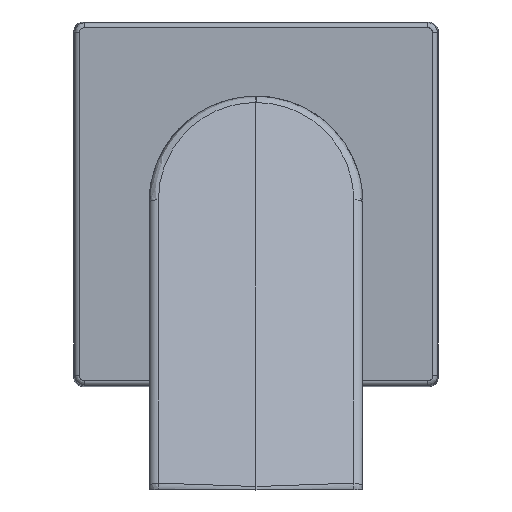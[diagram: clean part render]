
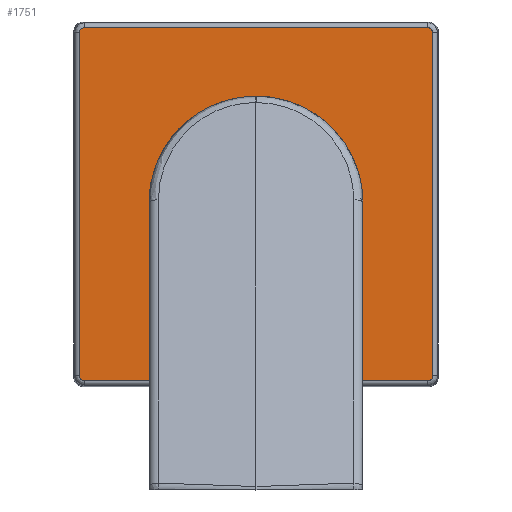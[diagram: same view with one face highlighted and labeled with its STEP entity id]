
A CAD part, top view. The second image highlights one B-rep face of the part: STEP entity #1751.
In plain terms, the highlighted planar face has unit normal (0, 0, 1).
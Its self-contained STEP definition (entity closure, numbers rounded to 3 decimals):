
#6 = CARTESIAN_POINT ( 'NONE',  ( 0., 22., 12. ) ) ;
#105 = EDGE_CURVE ( 'NONE', #2846, #2226, #2314, .T. ) ;
#126 = CARTESIAN_POINT ( 'NONE',  ( -35.308, -36.308, 12. ) ) ;
#169 = EDGE_LOOP ( 'NONE', ( #315, #319 ) ) ;
#225 = ORIENTED_EDGE ( 'NONE', *, *, #2264, .T. ) ;
#229 = ORIENTED_EDGE ( 'NONE', *, *, #999, .T. ) ;
#232 = EDGE_LOOP ( 'NONE', ( #229, #225, #238, #258, #266, #269, #273, #308 ) ) ;
#234 = CARTESIAN_POINT ( 'NONE',  ( 0., -22., 12. ) ) ;
#238 = ORIENTED_EDGE ( 'NONE', *, *, #3090, .T. ) ;
#258 = ORIENTED_EDGE ( 'NONE', *, *, #2356, .T. ) ;
#266 = ORIENTED_EDGE ( 'NONE', *, *, #1946, .T. ) ;
#269 = ORIENTED_EDGE ( 'NONE', *, *, #1530, .T. ) ;
#273 = ORIENTED_EDGE ( 'NONE', *, *, #105, .T. ) ;
#308 = ORIENTED_EDGE ( 'NONE', *, *, #1486, .T. ) ;
#315 = ORIENTED_EDGE ( 'NONE', *, *, #377, .T. ) ;
#319 = ORIENTED_EDGE ( 'NONE', *, *, #2753, .T. ) ;
#374 = VERTEX_POINT ( 'NONE', #3291 ) ;
#377 = EDGE_CURVE ( 'NONE', #3146, #374, #546, .T. ) ;
#466 = CARTESIAN_POINT ( 'NONE',  ( 0., 0., 12. ) ) ;
#546 = B_SPLINE_CURVE_WITH_KNOTS ( 'NONE', 8,
 ( #234, #3274, #3267, #3266, #3260, #3249, #3246, #3242, #3234 ),
 .UNSPECIFIED., .F., .F.,
 ( 9, 9 ),
 ( 0., 0.069 ),
 .UNSPECIFIED. ) ;
#616 = CARTESIAN_POINT ( 'NONE',  ( 23.887, 10.373, 12. ) ) ;
#713 = CARTESIAN_POINT ( 'NONE',  ( 36.308, -35.308, 12. ) ) ;
#739 = CARTESIAN_POINT ( 'NONE',  ( -36.308, -35.308, 12. ) ) ;
#749 = VERTEX_POINT ( 'NONE', #2818 ) ;
#850 = AXIS2_PLACEMENT_3D ( 'NONE', #466, #3179, #1697 ) ;
#857 = CARTESIAN_POINT ( 'NONE',  ( 35.308, 36.308, 12. ) ) ;
#902 = VERTEX_POINT ( 'NONE', #2985 ) ;
#924 = CARTESIAN_POINT ( 'NONE',  ( 23.887, -10.373, 12. ) ) ;
#999 = EDGE_CURVE ( 'NONE', #1283, #1556, #2377, .T. ) ;
#1085 = LINE ( 'NONE', #2225, #1088 ) ;
#1088 = VECTOR ( 'NONE', #3162, 1000. ) ;
#1164 = CARTESIAN_POINT ( 'NONE',  ( -35.894, 36.308, 12. ) ) ;
#1178 = VECTOR ( 'NONE', #1381, 1000. ) ;
#1241 = CARTESIAN_POINT ( 'NONE',  ( 8.639, -22., 12. ) ) ;
#1281 = LINE ( 'NONE', #1388, #1178 ) ;
#1283 = VERTEX_POINT ( 'NONE', #1931 ) ;
#1381 = DIRECTION ( 'NONE',  ( 0., -1., 0. ) ) ;
#1388 = CARTESIAN_POINT ( 'NONE',  ( -36.308, 0., 12. ) ) ;
#1401 = DIRECTION ( 'NONE',  ( 1., 0., 0. ) ) ;
#1468 = CARTESIAN_POINT ( 'NONE',  ( -36.308, 35.308, 12. ) ) ;
#1486 = EDGE_CURVE ( 'NONE', #2226, #1283, #2332, .T. ) ;
#1510 = CARTESIAN_POINT ( 'NONE',  ( 0., -36.308, 12. ) ) ;
#1522 = CARTESIAN_POINT ( 'NONE',  ( 8.639, 22., 12. ) ) ;
#1530 = EDGE_CURVE ( 'NONE', #902, #2846, #1281, .T. ) ;
#1556 = VERTEX_POINT ( 'NONE', #713 ) ;
#1697 = DIRECTION ( 'NONE',  ( 0., 1., 0. ) ) ;
#1751 = ADVANCED_FACE ( 'NONE', ( #2064, #3174 ), #3158, .T. ) ;
#1772 = CARTESIAN_POINT ( 'NONE',  ( 36.308, 35.894, 12. ) ) ;
#1803 = LINE ( 'NONE', #2237, #1841 ) ;
#1821 = CARTESIAN_POINT ( 'NONE',  ( -36.308, -35.308, 12. ) ) ;
#1841 = VECTOR ( 'NONE', #2515, 1000. ) ;
#1891 = CARTESIAN_POINT ( 'NONE',  ( -36.308, -35.894, 12. ) ) ;
#1928 = CARTESIAN_POINT ( 'NONE',  ( -35.308, -36.308, 12. ) ) ;
#1931 = CARTESIAN_POINT ( 'NONE',  ( 35.308, -36.308, 12. ) ) ;
#1946 = EDGE_CURVE ( 'NONE', #2830, #902, #2534, .T. ) ;
#1951 = CARTESIAN_POINT ( 'NONE',  ( -35.894, -36.308, 12. ) ) ;
#2064 = FACE_OUTER_BOUND ( 'NONE', #232, .T. ) ;
#2225 = CARTESIAN_POINT ( 'NONE',  ( 36.308, 0., 12. ) ) ;
#2226 = VERTEX_POINT ( 'NONE', #126 ) ;
#2237 = CARTESIAN_POINT ( 'NONE',  ( 0., 36.308, 12. ) ) ;
#2264 = EDGE_CURVE ( 'NONE', #1556, #2427, #1085, .T. ) ;
#2314 =( BOUNDED_CURVE ( )  B_SPLINE_CURVE ( 3, ( #1821, #1891, #1951, #1928 ),
 .UNSPECIFIED., .F., .F. ) 
 B_SPLINE_CURVE_WITH_KNOTS ( ( 4, 4 ),
 ( 2.356, 3.927 ),
 .UNSPECIFIED. ) 
 CURVE ( )  GEOMETRIC_REPRESENTATION_ITEM ( )  RATIONAL_B_SPLINE_CURVE ( ( 1., 0.805, 0.805, 1. ) ) 
 REPRESENTATION_ITEM ( '' )  );
#2332 = LINE ( 'NONE', #1510, #2866 ) ;
#2356 = EDGE_CURVE ( 'NONE', #749, #2830, #1803, .T. ) ;
#2368 = CARTESIAN_POINT ( 'NONE',  ( 17.279, 18.121, 12. ) ) ;
#2377 =( BOUNDED_CURVE ( )  B_SPLINE_CURVE ( 3, ( #2730, #2748, #2806, #2727 ),
 .UNSPECIFIED., .F., .T. ) 
 B_SPLINE_CURVE_WITH_KNOTS ( ( 4, 4 ),
 ( 2.356, 3.927 ),
 .UNSPECIFIED. ) 
 CURVE ( )  GEOMETRIC_REPRESENTATION_ITEM ( )  RATIONAL_B_SPLINE_CURVE ( ( 1., 0.805, 0.805, 1. ) ) 
 REPRESENTATION_ITEM ( '' )  );
#2399 = CARTESIAN_POINT ( 'NONE',  ( -35.308, 36.308, 12. ) ) ;
#2427 = VERTEX_POINT ( 'NONE', #3194 ) ;
#2515 = DIRECTION ( 'NONE',  ( -1., 0., 0. ) ) ;
#2534 =( BOUNDED_CURVE ( )  B_SPLINE_CURVE ( 3, ( #2573, #1164, #3032, #1468 ),
 .UNSPECIFIED., .F., .T. ) 
 B_SPLINE_CURVE_WITH_KNOTS ( ( 4, 4 ),
 ( 2.356, 3.927 ),
 .UNSPECIFIED. ) 
 CURVE ( )  GEOMETRIC_REPRESENTATION_ITEM ( )  RATIONAL_B_SPLINE_CURVE ( ( 1., 0.805, 0.805, 1. ) ) 
 REPRESENTATION_ITEM ( '' )  );
#2573 = CARTESIAN_POINT ( 'NONE',  ( -35.308, 36.308, 12. ) ) ;
#2576 = CARTESIAN_POINT ( 'NONE',  ( 35.894, 36.308, 12. ) ) ;
#2631 = CARTESIAN_POINT ( 'NONE',  ( 26.44, 0., 12. ) ) ;
#2727 = CARTESIAN_POINT ( 'NONE',  ( 36.308, -35.308, 12. ) ) ;
#2730 = CARTESIAN_POINT ( 'NONE',  ( 35.308, -36.308, 12. ) ) ;
#2746 = B_SPLINE_CURVE_WITH_KNOTS ( 'NONE', 8,
 ( #6, #1522, #2368, #616, #2631, #924, #2856, #1241, #3074 ),
 .UNSPECIFIED., .F., .F.,
 ( 9, 9 ),
 ( 0., 0.069 ),
 .UNSPECIFIED. ) ;
#2748 = CARTESIAN_POINT ( 'NONE',  ( 35.894, -36.308, 12. ) ) ;
#2753 = EDGE_CURVE ( 'NONE', #374, #3146, #2746, .T. ) ;
#2804 = CARTESIAN_POINT ( 'NONE',  ( 36.308, 35.308, 12. ) ) ;
#2806 = CARTESIAN_POINT ( 'NONE',  ( 36.308, -35.894, 12. ) ) ;
#2818 = CARTESIAN_POINT ( 'NONE',  ( 35.308, 36.308, 12. ) ) ;
#2830 = VERTEX_POINT ( 'NONE', #2399 ) ;
#2846 = VERTEX_POINT ( 'NONE', #739 ) ;
#2856 = CARTESIAN_POINT ( 'NONE',  ( 17.279, -18.121, 12. ) ) ;
#2866 = VECTOR ( 'NONE', #1401, 1000. ) ;
#2985 = CARTESIAN_POINT ( 'NONE',  ( -36.308, 35.308, 12. ) ) ;
#3032 = CARTESIAN_POINT ( 'NONE',  ( -36.308, 35.894, 12. ) ) ;
#3074 = CARTESIAN_POINT ( 'NONE',  ( 0., -22., 12. ) ) ;
#3090 = EDGE_CURVE ( 'NONE', #2427, #749, #3471, .T. ) ;
#3146 = VERTEX_POINT ( 'NONE', #3472 ) ;
#3158 = PLANE ( 'NONE',  #850 ) ;
#3162 = DIRECTION ( 'NONE',  ( 0., 1., 0. ) ) ;
#3174 = FACE_BOUND ( 'NONE', #169, .T. ) ;
#3179 = DIRECTION ( 'NONE',  ( 0., 0., 1. ) ) ;
#3194 = CARTESIAN_POINT ( 'NONE',  ( 36.308, 35.308, 12. ) ) ;
#3234 = CARTESIAN_POINT ( 'NONE',  ( 0., 22., 12. ) ) ;
#3242 = CARTESIAN_POINT ( 'NONE',  ( -8.639, 22., 12. ) ) ;
#3246 = CARTESIAN_POINT ( 'NONE',  ( -17.279, 18.121, 12. ) ) ;
#3249 = CARTESIAN_POINT ( 'NONE',  ( -23.887, 10.373, 12. ) ) ;
#3260 = CARTESIAN_POINT ( 'NONE',  ( -26.44, 0., 12. ) ) ;
#3266 = CARTESIAN_POINT ( 'NONE',  ( -23.887, -10.373, 12. ) ) ;
#3267 = CARTESIAN_POINT ( 'NONE',  ( -17.279, -18.121, 12. ) ) ;
#3274 = CARTESIAN_POINT ( 'NONE',  ( -8.639, -22., 12. ) ) ;
#3291 = CARTESIAN_POINT ( 'NONE',  ( 0., 22., 12. ) ) ;
#3471 =( BOUNDED_CURVE ( )  B_SPLINE_CURVE ( 3, ( #2804, #1772, #2576, #857 ),
 .UNSPECIFIED., .F., .T. ) 
 B_SPLINE_CURVE_WITH_KNOTS ( ( 4, 4 ),
 ( 2.356, 3.927 ),
 .UNSPECIFIED. ) 
 CURVE ( )  GEOMETRIC_REPRESENTATION_ITEM ( )  RATIONAL_B_SPLINE_CURVE ( ( 1., 0.805, 0.805, 1. ) ) 
 REPRESENTATION_ITEM ( '' )  );
#3472 = CARTESIAN_POINT ( 'NONE',  ( 0., -22., 12. ) ) ;
